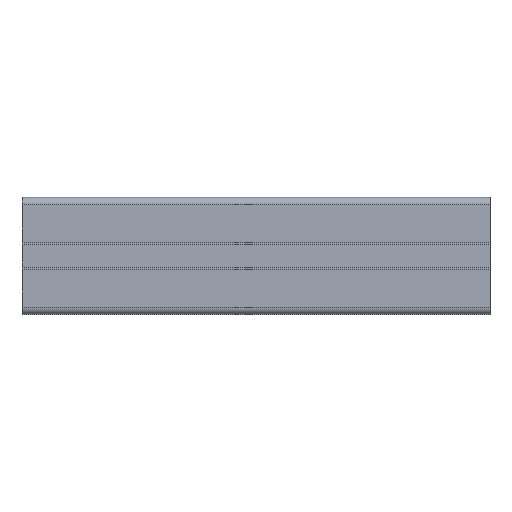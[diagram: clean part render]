
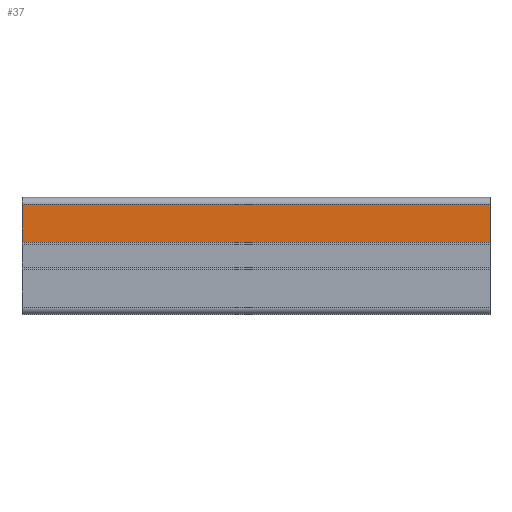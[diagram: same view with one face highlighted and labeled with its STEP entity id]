
A CAD part, top view. The second image highlights one B-rep face of the part: STEP entity #37.
In plain terms, the highlighted planar face has unit normal (0, 0, 1).
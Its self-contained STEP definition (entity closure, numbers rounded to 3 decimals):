
#37 = ADVANCED_FACE ( 'NONE', ( #2437 ), #3624, .T. ) ;
#209 = EDGE_CURVE ( 'NONE', #3271, #3272, #2672, .T. ) ;
#270 = EDGE_CURVE ( 'NONE', #3268, #3267, #3727, .T. ) ;
#431 = EDGE_CURVE ( 'NONE', #3271, #3268, #4038, .T. ) ;
#441 = EDGE_CURVE ( 'NONE', #3267, #3272, #4057, .T. ) ;
#610 = AXIS2_PLACEMENT_3D ( 'NONE', #3623, #3626, #3627 ) ;
#2085 = ORIENTED_EDGE ( 'NONE', *, *, #431, .F. ) ;
#2143 = EDGE_LOOP ( 'NONE', ( #2085, #2236, #2214, #2215 ) ) ;
#2214 = ORIENTED_EDGE ( 'NONE', *, *, #441, .F. ) ;
#2215 = ORIENTED_EDGE ( 'NONE', *, *, #270, .F. ) ;
#2236 = ORIENTED_EDGE ( 'NONE', *, *, #209, .T. ) ;
#2437 = FACE_OUTER_BOUND ( 'NONE', #2143, .T. ) ;
#2672 = LINE ( 'NONE', #4705, #2673 ) ;
#2673 = VECTOR ( 'NONE', #4706, 1000. ) ;
#2903 = CARTESIAN_POINT ( 'NONE',  ( 0., 22., 25. ) ) ;
#2904 = CARTESIAN_POINT ( 'NONE',  ( -200., 22., 25. ) ) ;
#2907 = CARTESIAN_POINT ( 'NONE',  ( -200., 5.8, 25. ) ) ;
#2908 = CARTESIAN_POINT ( 'NONE',  ( 0., 5.8, 25. ) ) ;
#3267 = VERTEX_POINT ( 'NONE', #2903 ) ;
#3268 = VERTEX_POINT ( 'NONE', #2904 ) ;
#3271 = VERTEX_POINT ( 'NONE', #2907 ) ;
#3272 = VERTEX_POINT ( 'NONE', #2908 ) ;
#3623 = CARTESIAN_POINT ( 'NONE',  ( -270.711, 22., 25. ) ) ;
#3624 = PLANE ( 'NONE',  #610 ) ;
#3626 = DIRECTION ( 'NONE',  ( 0., 0., 1. ) ) ;
#3627 = DIRECTION ( 'NONE',  ( 1., 0., 0. ) ) ;
#3727 = LINE ( 'NONE', #4826, #3729 ) ;
#3729 = VECTOR ( 'NONE', #4834, 1000. ) ;
#4038 = LINE ( 'NONE', #5168, #4039 ) ;
#4039 = VECTOR ( 'NONE', #5169, 1000. ) ;
#4057 = LINE ( 'NONE', #5189, #4058 ) ;
#4058 = VECTOR ( 'NONE', #5190, 1000. ) ;
#4705 = CARTESIAN_POINT ( 'NONE',  ( -270.711, 5.8, 25. ) ) ;
#4706 = DIRECTION ( 'NONE',  ( 1., 0., 0. ) ) ;
#4826 = CARTESIAN_POINT ( 'NONE',  ( -270.711, 22., 25. ) ) ;
#4834 = DIRECTION ( 'NONE',  ( 1., 0., 0. ) ) ;
#5168 = CARTESIAN_POINT ( 'NONE',  ( -200., 22., 25. ) ) ;
#5169 = DIRECTION ( 'NONE',  ( 0., 1., 0. ) ) ;
#5189 = CARTESIAN_POINT ( 'NONE',  ( 0., 22., 25. ) ) ;
#5190 = DIRECTION ( 'NONE',  ( 0., -1., 0. ) ) ;
